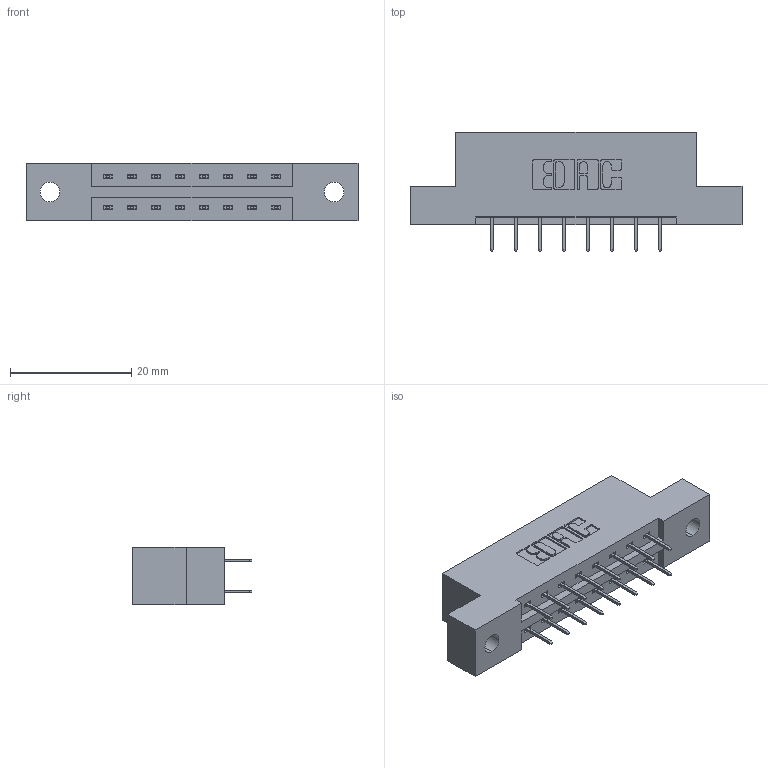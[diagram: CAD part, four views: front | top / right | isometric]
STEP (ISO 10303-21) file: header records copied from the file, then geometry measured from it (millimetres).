
FILE_DESCRIPTION (( 'STEP AP203' ), '1' );
FILE_NAME ('337-016-524-202.STEP', '2018-08-04T18:51:23', ( '' ), ( '' ), 'SwSTEP 2.0', 'SolidWorks 2016', '' );
FILE_SCHEMA (( 'CONFIG_CONTROL_DESIGN' ));
Length unit declared in the file: inch
Products named in the file (3): 337 Part_Flush Mounting Lugs - 0.128 Dia; 345-292-001_345-293-124; 337-016-524-202
Assembly tree (17 placements, depth 2):
  337-016-524-202
    337 Part_Flush Mounting Lugs - 0.128 Dia
    345-292-001_345-293-124  x16
Bounding box: 54.71 x 19.69 x 9.4 mm (x, y, z)
Volume: 5252.5 mm3; surface area: 5260 mm2
Topology: 17 solids, 17 shells, 1042 faces, 2951 edges, 1902 vertices
Faces by surface type: plane 774, cylinder 268
Entity records: 10677 total; most frequent: CARTESIAN_POINT 1826, ORIENTED_EDGE 1762, DIRECTION 1617, EDGE_CURVE 881, LINE 757, VECTOR 757, VERTEX_POINT 582, AXIS2_PLACEMENT_3D 430
